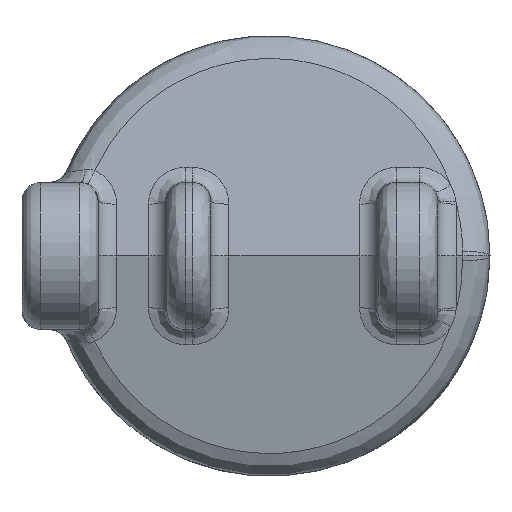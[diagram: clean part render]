
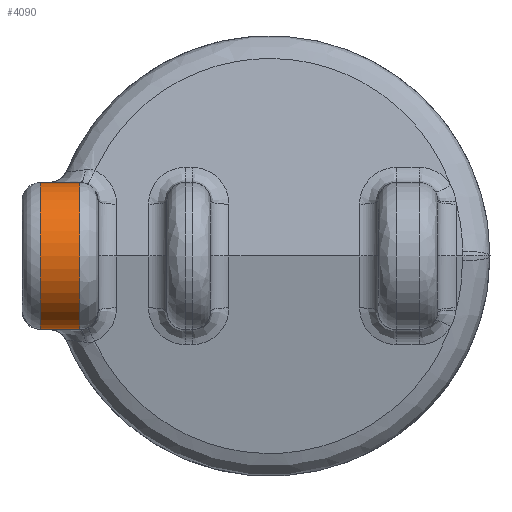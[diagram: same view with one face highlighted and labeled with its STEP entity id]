
A CAD part, front view. The second image highlights one B-rep face of the part: STEP entity #4090.
In plain terms, the highlighted cylindrical face has radius 8 mm (diameter 16 mm), a partial arc.
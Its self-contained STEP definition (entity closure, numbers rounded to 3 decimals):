
#518 = EDGE_CURVE ( 'NONE', #4341, #4339, #6322, .T. ) ;
#522 = EDGE_CURVE ( 'NONE', #4484, #4482, #6326, .T. ) ;
#628 = EDGE_CURVE ( 'NONE', #4482, #4341, #7372, .T. ) ;
#633 = EDGE_CURVE ( 'NONE', #4484, #4339, #7379, .T. ) ;
#1106 = AXIS2_PLACEMENT_3D ( 'NONE', #6471, #6309, #6472 ) ;
#1121 = AXIS2_PLACEMENT_3D ( 'NONE', #6380, #6563, #6564 ) ;
#1291 = AXIS2_PLACEMENT_3D ( 'NONE', #10852, #10851, #10850 ) ;
#3772 = CARTESIAN_POINT ( 'NONE',  ( -20.7, -49.5, 8. ) ) ;
#3774 = CARTESIAN_POINT ( 'NONE',  ( -20.7, -49.5, -8. ) ) ;
#3835 = CARTESIAN_POINT ( 'NONE',  ( -25., -49.5, -8. ) ) ;
#3837 = CARTESIAN_POINT ( 'NONE',  ( -25., -49.5, 8. ) ) ;
#4090 = ADVANCED_FACE ( 'NONE', ( #9305 ), #9300, .T. ) ;
#4339 = VERTEX_POINT ( 'NONE', #3772 ) ;
#4341 = VERTEX_POINT ( 'NONE', #3774 ) ;
#4444 = EDGE_LOOP ( 'NONE', ( #5500, #5499, #5504, #5503 ) ) ;
#4482 = VERTEX_POINT ( 'NONE', #3835 ) ;
#4484 = VERTEX_POINT ( 'NONE', #3837 ) ;
#5499 = ORIENTED_EDGE ( 'NONE', *, *, #522, .T. ) ;
#5500 = ORIENTED_EDGE ( 'NONE', *, *, #633, .F. ) ;
#5503 = ORIENTED_EDGE ( 'NONE', *, *, #518, .T. ) ;
#5504 = ORIENTED_EDGE ( 'NONE', *, *, #628, .T. ) ;
#6309 = DIRECTION ( 'NONE',  ( -1., 0., 0. ) ) ;
#6322 = CIRCLE ( 'NONE', #1106, 8. ) ;
#6326 = CIRCLE ( 'NONE', #1121, 8. ) ;
#6380 = CARTESIAN_POINT ( 'NONE',  ( -25., -49.5, 0. ) ) ;
#6471 = CARTESIAN_POINT ( 'NONE',  ( -20.7, -49.5, 0. ) ) ;
#6472 = DIRECTION ( 'NONE',  ( 0., 0., -1. ) ) ;
#6563 = DIRECTION ( 'NONE',  ( 1., 0., 0. ) ) ;
#6564 = DIRECTION ( 'NONE',  ( 0., 0., -1. ) ) ;
#7372 = LINE ( 'NONE', #7646, #7376 ) ;
#7376 = VECTOR ( 'NONE', #7650, 1000. ) ;
#7378 = VECTOR ( 'NONE', #7684, 1000. ) ;
#7379 = LINE ( 'NONE', #7667, #7378 ) ;
#7646 = CARTESIAN_POINT ( 'NONE',  ( 0., -49.5, -8. ) ) ;
#7650 = DIRECTION ( 'NONE',  ( 1., 0., 0. ) ) ;
#7667 = CARTESIAN_POINT ( 'NONE',  ( 0., -49.5, 8. ) ) ;
#7684 = DIRECTION ( 'NONE',  ( 1., 0., 0. ) ) ;
#9300 = CYLINDRICAL_SURFACE ( 'NONE', #1291, 8. ) ;
#9305 = FACE_OUTER_BOUND ( 'NONE', #4444, .T. ) ;
#10850 = DIRECTION ( 'NONE',  ( 0., 0., -1. ) ) ;
#10851 = DIRECTION ( 'NONE',  ( 1., 0., 0. ) ) ;
#10852 = CARTESIAN_POINT ( 'NONE',  ( 100., -49.5, 0. ) ) ;
